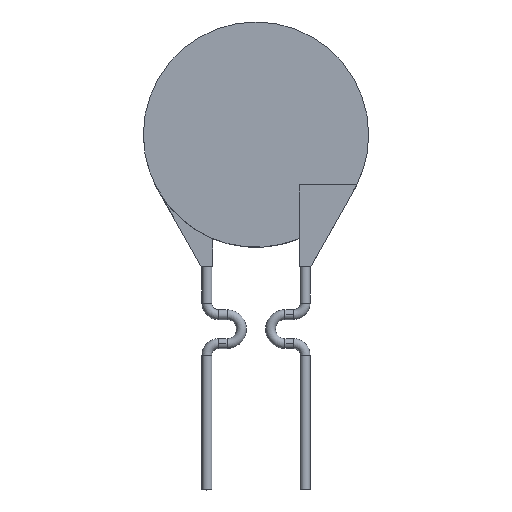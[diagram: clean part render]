
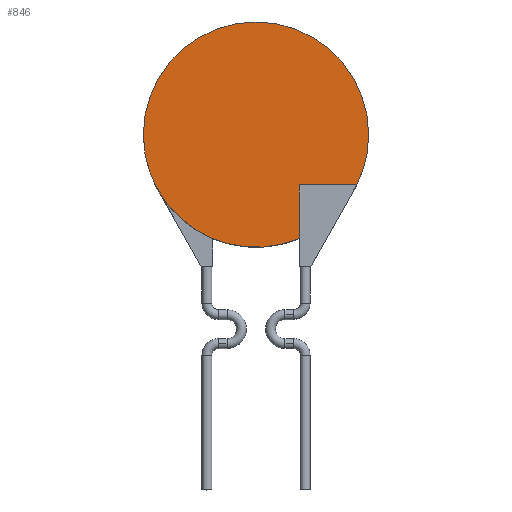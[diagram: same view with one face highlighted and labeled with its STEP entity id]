
A CAD part, top view. The second image highlights one B-rep face of the part: STEP entity #846.
In plain terms, the highlighted planar face has unit normal (0, 0, 1).
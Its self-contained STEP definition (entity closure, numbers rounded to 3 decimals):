
#122 = AXIS2_PLACEMENT_3D ( 'NONE', #280, #274, #717 ) ;
#157 = DIRECTION ( 'NONE',  ( 1., 0., 0. ) ) ;
#176 = CARTESIAN_POINT ( 'NONE',  ( -5.85, 0., 1. ) ) ;
#178 = ORIENTED_EDGE ( 'NONE', *, *, #1190, .T. ) ;
#197 = AXIS2_PLACEMENT_3D ( 'NONE', #405, #1376, #523 ) ;
#203 = CARTESIAN_POINT ( 'NONE',  ( 0., 0., 1. ) ) ;
#220 = LINE ( 'NONE', #659, #1364 ) ;
#241 = LINE ( 'NONE', #916, #422 ) ;
#260 = CARTESIAN_POINT ( 'NONE',  ( 0., 0., 1. ) ) ;
#274 = DIRECTION ( 'NONE',  ( 0., 0., 1. ) ) ;
#280 = CARTESIAN_POINT ( 'NONE',  ( 0., 0., 1. ) ) ;
#300 = CARTESIAN_POINT ( 'NONE',  ( 2.25, -5.4, 1. ) ) ;
#331 = VERTEX_POINT ( 'NONE', #1041 ) ;
#383 = CARTESIAN_POINT ( 'NONE',  ( 5.234, -2.614, 1. ) ) ;
#390 = DIRECTION ( 'NONE',  ( 0., 0., 1. ) ) ;
#405 = CARTESIAN_POINT ( 'NONE',  ( 0., 0., 1. ) ) ;
#422 = VECTOR ( 'NONE', #923, 1000. ) ;
#439 = CIRCLE ( 'NONE', #669, 5.85 ) ;
#479 = VERTEX_POINT ( 'NONE', #176 ) ;
#509 = FACE_OUTER_BOUND ( 'NONE', #1402, .T. ) ;
#512 = EDGE_CURVE ( 'NONE', #783, #479, #993, .T. ) ;
#523 = DIRECTION ( 'NONE',  ( 1., 0., 0. ) ) ;
#611 = PLANE ( 'NONE',  #197 ) ;
#659 = CARTESIAN_POINT ( 'NONE',  ( 2.25, -6.851, 1. ) ) ;
#669 = AXIS2_PLACEMENT_3D ( 'NONE', #260, #1380, #157 ) ;
#675 = EDGE_CURVE ( 'NONE', #331, #1242, #220, .T. ) ;
#682 = ORIENTED_EDGE ( 'NONE', *, *, #1151, .T. ) ;
#715 = EDGE_CURVE ( 'NONE', #898, #331, #241, .T. ) ;
#717 = DIRECTION ( 'NONE',  ( 1., 0., 0. ) ) ;
#783 = VERTEX_POINT ( 'NONE', #1235 ) ;
#846 = ADVANCED_FACE ( 'NONE', ( #509 ), #611, .T. ) ;
#881 = AXIS2_PLACEMENT_3D ( 'NONE', #203, #390, #1171 ) ;
#898 = VERTEX_POINT ( 'NONE', #383 ) ;
#916 = CARTESIAN_POINT ( 'NONE',  ( 2.25, -2.614, 1. ) ) ;
#921 = ORIENTED_EDGE ( 'NONE', *, *, #512, .T. ) ;
#923 = DIRECTION ( 'NONE',  ( -1., 0., 0. ) ) ;
#934 = ORIENTED_EDGE ( 'NONE', *, *, #715, .F. ) ;
#993 = CIRCLE ( 'NONE', #881, 5.85 ) ;
#1039 = CIRCLE ( 'NONE', #122, 5.85 ) ;
#1041 = CARTESIAN_POINT ( 'NONE',  ( 2.25, -2.614, 1. ) ) ;
#1097 = DIRECTION ( 'NONE',  ( 0., -1., 0. ) ) ;
#1151 = EDGE_CURVE ( 'NONE', #898, #783, #1039, .T. ) ;
#1152 = ORIENTED_EDGE ( 'NONE', *, *, #675, .F. ) ;
#1171 = DIRECTION ( 'NONE',  ( 1., 0., 0. ) ) ;
#1190 = EDGE_CURVE ( 'NONE', #479, #1242, #439, .T. ) ;
#1235 = CARTESIAN_POINT ( 'NONE',  ( 5.85, 0., 1. ) ) ;
#1242 = VERTEX_POINT ( 'NONE', #300 ) ;
#1364 = VECTOR ( 'NONE', #1097, 1000. ) ;
#1376 = DIRECTION ( 'NONE',  ( 0., 0., 1. ) ) ;
#1380 = DIRECTION ( 'NONE',  ( 0., 0., 1. ) ) ;
#1402 = EDGE_LOOP ( 'NONE', ( #1152, #934, #682, #921, #178 ) ) ;
